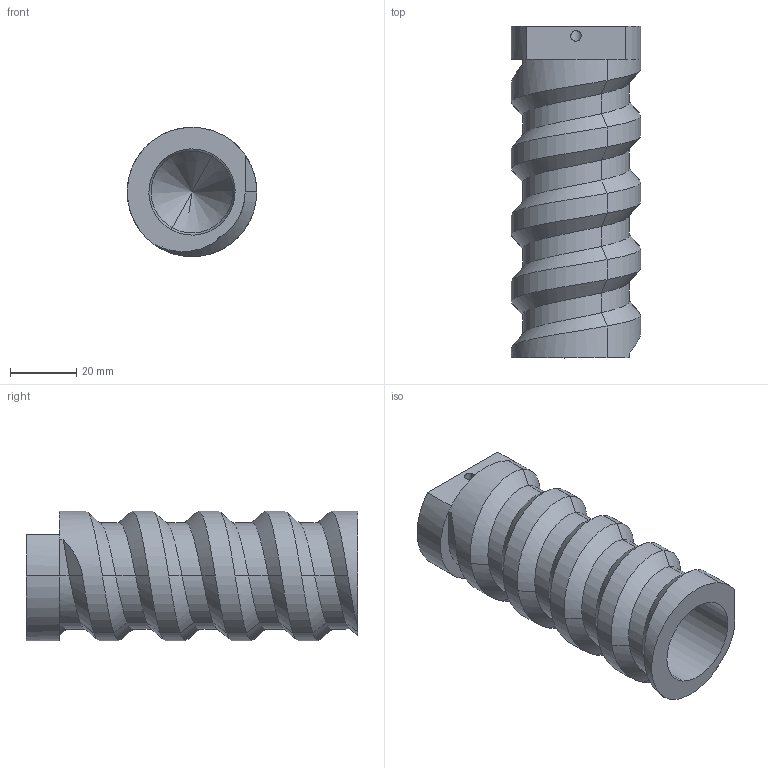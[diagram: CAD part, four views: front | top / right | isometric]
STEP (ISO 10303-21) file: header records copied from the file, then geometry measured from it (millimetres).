
FILE_DESCRIPTION(('CATIA V6 STEP'),'2;1');
FILE_NAME('V2_Feeder_vis.stp','2021-01-26T22:27:55+00:00',('none'),('none'),'CATIA V6R2013x.HF96','DASSAULT SYSTEMES CATIA V6 STEP AP203','none');
FILE_SCHEMA(('CONFIG_CONTROL_DESIGN'));
Length unit declared in the file: millimetre
Products named in the file (1): V2_Feeder_vis
Bounding box: 39 x 100 x 39 mm (x, y, z)
Volume: 65196.4 mm3; surface area: 20705.8 mm2
Topology: 1 solids, 1 shells, 96 faces, 216 edges, 123 vertices
Faces by surface type: bspline 54, cylinder 23, plane 15, cone 2, torus 2
Entity records: 3370 total; most frequent: CARTESIAN_POINT 1762, ORIENTED_EDGE 428, EDGE_CURVE 214, B_SPLINE_CURVE_WITH_KNOTS 135, DIRECTION 125, VERTEX_POINT 123, EDGE_LOOP 103, ADVANCED_FACE 96
